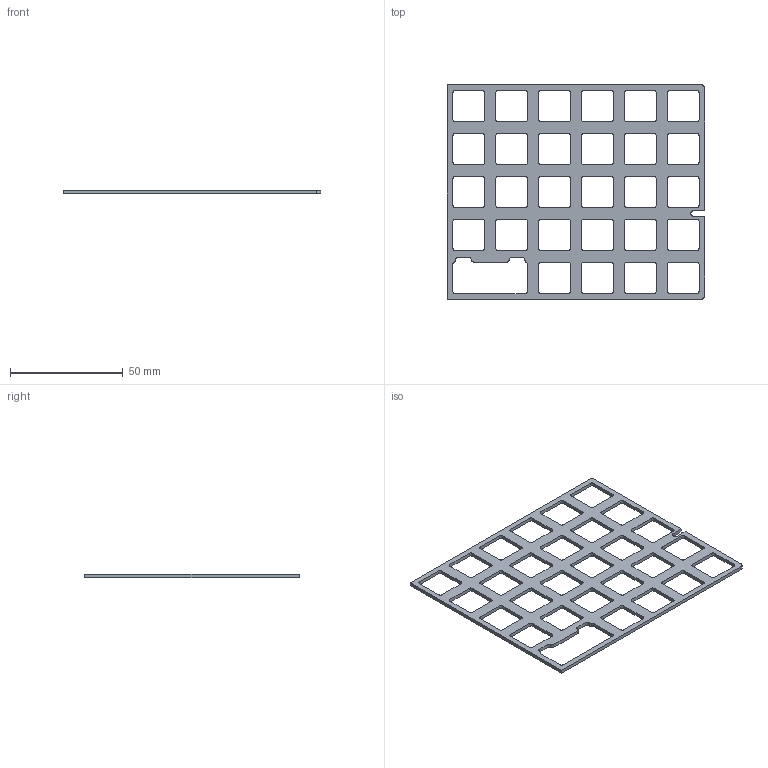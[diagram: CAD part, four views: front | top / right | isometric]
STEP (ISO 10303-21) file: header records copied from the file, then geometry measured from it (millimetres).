
FILE_DESCRIPTION(('KiCad electronic assembly'),'2;1');
FILE_NAME('lumberjack-split.step','2022-05-17T20:11:52',('Pcbnew'),( 'Kicad'),'Open CASCADE STEP processor 7.5','KiCad to STEP converter' ,'Unknown');
FILE_SCHEMA(('AUTOMOTIVE_DESIGN { 1 0 10303 214 1 1 1 1 }'));
Length unit declared in the file: millimetre
Products named in the file (2): lumberjack-split 1; lumberjack-split PCB
Assembly tree (1 placements, depth 2):
  lumberjack-split 1
    lumberjack-split PCB
Bounding box: 114.3 x 95.25 x 1.6 mm (x, y, z)
Volume: 7867.4 mm3; surface area: 13107.4 mm2
Topology: 1 solids, 1 shells, 256 faces, 762 edges, 508 vertices
Faces by surface type: plane 129, cylinder 127
Entity records: 18729 total; most frequent: DIRECTION 3056, CARTESIAN_POINT 3052, LINE 1778, VECTOR 1778, ORIENTED_EDGE 1524, PCURVE 1524, DEFINITIONAL_REPRESENTATION 1524, EDGE_CURVE 762
